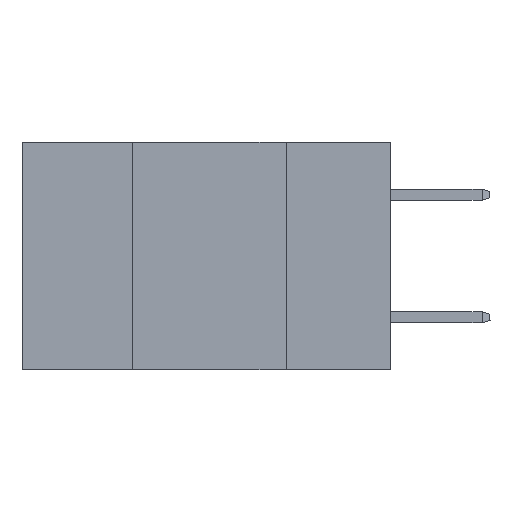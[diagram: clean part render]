
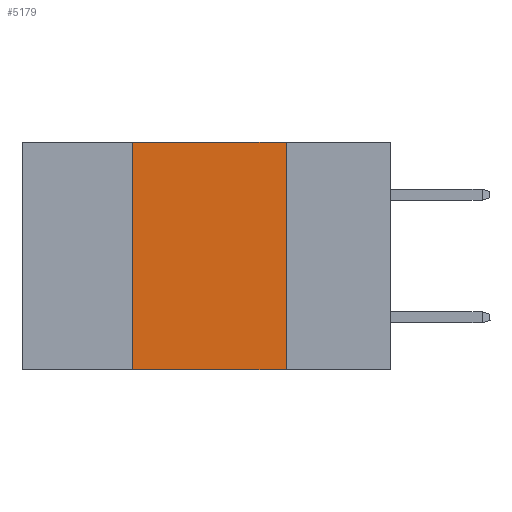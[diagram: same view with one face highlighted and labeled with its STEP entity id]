
A CAD part, left-side view. The second image highlights one B-rep face of the part: STEP entity #5179.
In plain terms, the highlighted planar face has unit normal (-1, 0, 0).
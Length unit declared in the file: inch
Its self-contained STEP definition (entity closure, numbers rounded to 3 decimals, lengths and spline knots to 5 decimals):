
#3209 = LINE ( 'NONE', #37540, #17683 ) ;
#4787 = VERTEX_POINT ( 'NONE', #10845 ) ;
#4868 = CARTESIAN_POINT ( 'NONE',  ( 0., 0.17, 0. ) ) ;
#5179 = ADVANCED_FACE ( 'NONE', ( #13865 ), #6591, .F. ) ;
#5430 = ORIENTED_EDGE ( 'NONE', *, *, #41850, .T. ) ;
#6198 = LINE ( 'NONE', #42333, #22741 ) ;
#6330 = VERTEX_POINT ( 'NONE', #38936 ) ;
#6591 = PLANE ( 'NONE',  #26988 ) ;
#8047 = EDGE_LOOP ( 'NONE', ( #19489, #33479, #10491, #5430 ) ) ;
#10491 = ORIENTED_EDGE ( 'NONE', *, *, #14040, .F. ) ;
#10845 = CARTESIAN_POINT ( 'NONE',  ( 0., 0.17, -0.37 ) ) ;
#11939 = DIRECTION ( 'NONE',  ( 0., 0., -1. ) ) ;
#12683 = LINE ( 'NONE', #4868, #31276 ) ;
#13521 = CARTESIAN_POINT ( 'NONE',  ( 0., 0.6, 0. ) ) ;
#13865 = FACE_OUTER_BOUND ( 'NONE', #8047, .T. ) ;
#14040 = EDGE_CURVE ( 'NONE', #41452, #6330, #21734, .T. ) ;
#14965 = DIRECTION ( 'NONE',  ( 0., -1., 0. ) ) ;
#15406 = EDGE_CURVE ( 'NONE', #6330, #31937, #6198, .T. ) ;
#17683 = VECTOR ( 'NONE', #14965, 39.37008 ) ;
#17714 = EDGE_CURVE ( 'NONE', #31937, #4787, #12683, .T. ) ;
#19489 = ORIENTED_EDGE ( 'NONE', *, *, #17714, .F. ) ;
#19727 = DIRECTION ( 'NONE',  ( 0., 0., -1. ) ) ;
#21734 = LINE ( 'NONE', #33214, #40894 ) ;
#22258 = CARTESIAN_POINT ( 'NONE',  ( 0., 0.42, -0.37 ) ) ;
#22741 = VECTOR ( 'NONE', #25275, 39.37008 ) ;
#25275 = DIRECTION ( 'NONE',  ( 0., -1., 0. ) ) ;
#26512 = DIRECTION ( 'NONE',  ( 1., 0., 0. ) ) ;
#26988 = AXIS2_PLACEMENT_3D ( 'NONE', #13521, #26512, #19727 ) ;
#31276 = VECTOR ( 'NONE', #11939, 39.37008 ) ;
#31937 = VERTEX_POINT ( 'NONE', #39430 ) ;
#33214 = CARTESIAN_POINT ( 'NONE',  ( 0., 0.42, 0. ) ) ;
#33479 = ORIENTED_EDGE ( 'NONE', *, *, #15406, .F. ) ;
#37540 = CARTESIAN_POINT ( 'NONE',  ( 0., 0.6, -0.37 ) ) ;
#38936 = CARTESIAN_POINT ( 'NONE',  ( 0., 0.42, 0. ) ) ;
#39430 = CARTESIAN_POINT ( 'NONE',  ( 0., 0.17, 0. ) ) ;
#39863 = DIRECTION ( 'NONE',  ( 0., 0., 1. ) ) ;
#40894 = VECTOR ( 'NONE', #39863, 39.37008 ) ;
#41452 = VERTEX_POINT ( 'NONE', #22258 ) ;
#41850 = EDGE_CURVE ( 'NONE', #41452, #4787, #3209, .T. ) ;
#42333 = CARTESIAN_POINT ( 'NONE',  ( 0., 0.6, 0. ) ) ;
